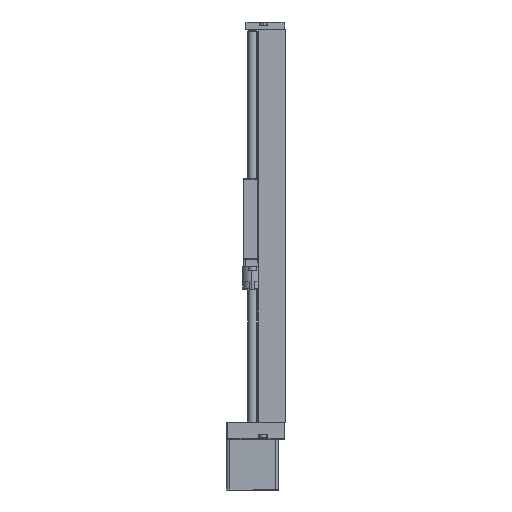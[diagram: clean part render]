
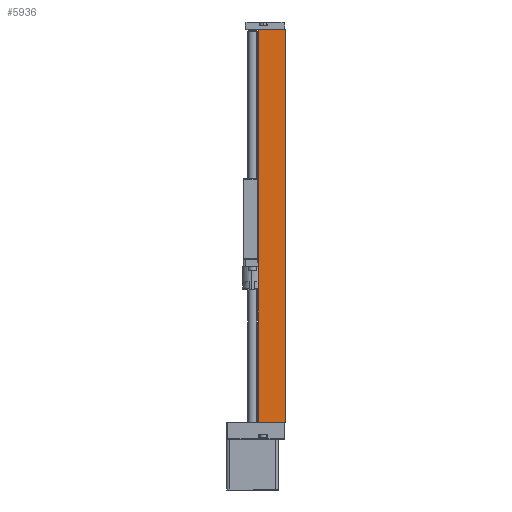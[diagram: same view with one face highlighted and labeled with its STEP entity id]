
A CAD part, left-side view. The second image highlights one B-rep face of the part: STEP entity #5936.
In plain terms, the highlighted planar face has unit normal (-1, 0, 0).
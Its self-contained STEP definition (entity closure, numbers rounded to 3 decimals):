
#413 = VERTEX_POINT ( 'NONE', #44503 ) ;
#1836 = ORIENTED_EDGE ( 'NONE', *, *, #45990, .T. ) ;
#1992 = EDGE_CURVE ( 'NONE', #46433, #413, #16741, .T. ) ;
#4035 = DIRECTION ( 'NONE',  ( 1., 0., 0. ) ) ;
#4887 = CARTESIAN_POINT ( 'NONE',  ( -21.755, 18.5, 0. ) ) ;
#5936 = ADVANCED_FACE ( 'NONE', ( #23527 ), #31549, .F. ) ;
#7598 = CARTESIAN_POINT ( 'NONE',  ( -21.755, 18.5, 268. ) ) ;
#11016 = LINE ( 'NONE', #26325, #35294 ) ;
#12251 = DIRECTION ( 'NONE',  ( 0., 0., -1. ) ) ;
#13907 = ORIENTED_EDGE ( 'NONE', *, *, #1992, .F. ) ;
#14183 = VECTOR ( 'NONE', #16271, 1000. ) ;
#16020 = DIRECTION ( 'NONE',  ( 0., -1., 0. ) ) ;
#16271 = DIRECTION ( 'NONE',  ( 0., 0., -1. ) ) ;
#16741 = LINE ( 'NONE', #23774, #38417 ) ;
#17113 = EDGE_CURVE ( 'NONE', #43883, #25539, #11016, .T. ) ;
#17760 = DIRECTION ( 'NONE',  ( 0., 0., -1. ) ) ;
#18537 = CARTESIAN_POINT ( 'NONE',  ( -21.755, 0., 0. ) ) ;
#18742 = VECTOR ( 'NONE', #17760, 1000. ) ;
#19129 = AXIS2_PLACEMENT_3D ( 'NONE', #35057, #4035, #12251 ) ;
#23527 = FACE_OUTER_BOUND ( 'NONE', #24291, .T. ) ;
#23774 = CARTESIAN_POINT ( 'NONE',  ( -21.755, 0., 268. ) ) ;
#24291 = EDGE_LOOP ( 'NONE', ( #48536, #44283, #13907, #1836 ) ) ;
#25539 = VERTEX_POINT ( 'NONE', #18537 ) ;
#26325 = CARTESIAN_POINT ( 'NONE',  ( -21.755, 5., 0. ) ) ;
#28824 = LINE ( 'NONE', #44041, #18742 ) ;
#31549 = PLANE ( 'NONE',  #19129 ) ;
#32909 = EDGE_CURVE ( 'NONE', #413, #25539, #34367, .T. ) ;
#34367 = LINE ( 'NONE', #34613, #14183 ) ;
#34613 = CARTESIAN_POINT ( 'NONE',  ( -21.755, 0., 268. ) ) ;
#35057 = CARTESIAN_POINT ( 'NONE',  ( -21.755, 5., 268. ) ) ;
#35294 = VECTOR ( 'NONE', #41569, 1000. ) ;
#38417 = VECTOR ( 'NONE', #16020, 1000. ) ;
#41569 = DIRECTION ( 'NONE',  ( 0., -1., 0. ) ) ;
#43883 = VERTEX_POINT ( 'NONE', #4887 ) ;
#44041 = CARTESIAN_POINT ( 'NONE',  ( -21.755, 18.5, 268. ) ) ;
#44283 = ORIENTED_EDGE ( 'NONE', *, *, #32909, .F. ) ;
#44503 = CARTESIAN_POINT ( 'NONE',  ( -21.755, 0., 268. ) ) ;
#45990 = EDGE_CURVE ( 'NONE', #46433, #43883, #28824, .T. ) ;
#46433 = VERTEX_POINT ( 'NONE', #7598 ) ;
#48536 = ORIENTED_EDGE ( 'NONE', *, *, #17113, .T. ) ;
